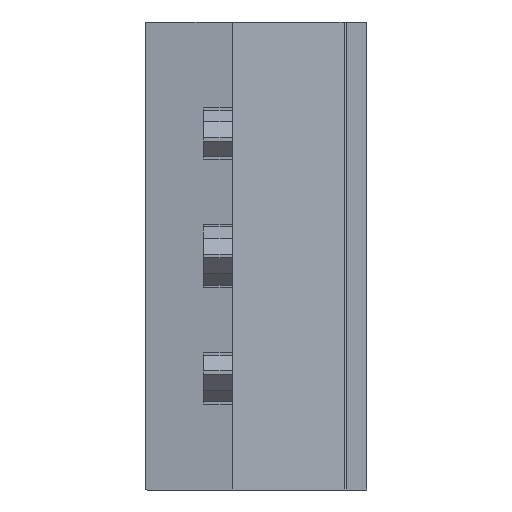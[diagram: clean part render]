
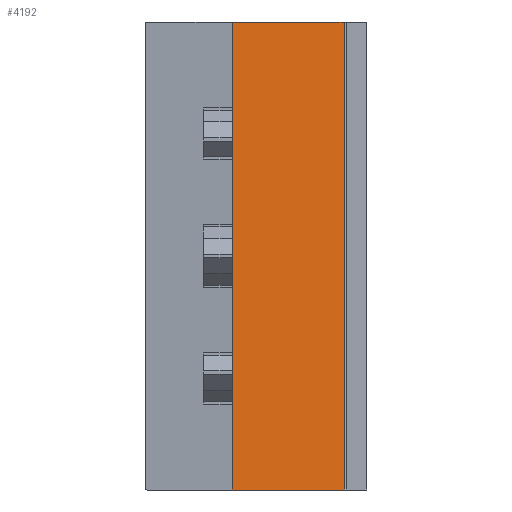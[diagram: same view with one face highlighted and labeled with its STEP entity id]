
A CAD part, front view. The second image highlights one B-rep face of the part: STEP entity #4192.
In plain terms, the highlighted planar face has unit normal (0.104, -0.995, 0).
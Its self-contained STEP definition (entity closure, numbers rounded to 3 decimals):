
#284=PLANE('',#4569);
#466=FACE_OUTER_BOUND('',#718,.T.);
#718=EDGE_LOOP('',(#3084,#3085,#3086,#3087));
#1053=LINE('',#5883,#1475);
#1068=LINE('',#5933,#1490);
#1073=LINE('',#5943,#1495);
#1075=LINE('',#5947,#1497);
#1475=VECTOR('',#4910,10.);
#1490=VECTOR('',#4969,10.);
#1495=VECTOR('',#4982,10.);
#1497=VECTOR('',#4988,10.);
#1915=VERTEX_POINT('',#5880);
#1916=VERTEX_POINT('',#5882);
#1928=VERTEX_POINT('',#5930);
#1929=VERTEX_POINT('',#5932);
#2347=EDGE_CURVE('',#1916,#1915,#1053,.T.);
#2370=EDGE_CURVE('',#1928,#1929,#1068,.T.);
#2375=EDGE_CURVE('',#1916,#1928,#1073,.T.);
#2377=EDGE_CURVE('',#1915,#1929,#1075,.T.);
#3084=ORIENTED_EDGE('',*,*,#2347,.T.);
#3085=ORIENTED_EDGE('',*,*,#2377,.T.);
#3086=ORIENTED_EDGE('',*,*,#2370,.F.);
#3087=ORIENTED_EDGE('',*,*,#2375,.F.);
#4192=ADVANCED_FACE('',(#466),#284,.T.);
#4569=AXIS2_PLACEMENT_3D('',#5948,#4989,#4990);
#4910=DIRECTION('',(0.995,0.105,0.));
#4969=DIRECTION('',(0.995,0.105,0.));
#4982=DIRECTION('',(0.,0.,1.));
#4988=DIRECTION('',(0.,0.,1.));
#4989=DIRECTION('center_axis',(0.105,-0.995,0.));
#4990=DIRECTION('ref_axis',(0.995,0.105,0.));
#5880=CARTESIAN_POINT('',(1.915,-7.727,0.));
#5882=CARTESIAN_POINT('',(-0.515,-7.983,0.));
#5883=CARTESIAN_POINT('',(-0.515,-7.983,0.));
#5930=CARTESIAN_POINT('',(-0.515,-7.983,10.19));
#5932=CARTESIAN_POINT('',(1.915,-7.727,10.19));
#5933=CARTESIAN_POINT('',(-0.515,-7.983,10.19));
#5943=CARTESIAN_POINT('',(-0.515,-7.983,0.));
#5947=CARTESIAN_POINT('',(1.915,-7.727,0.));
#5948=CARTESIAN_POINT('Origin',(-0.515,-7.983,0.));
